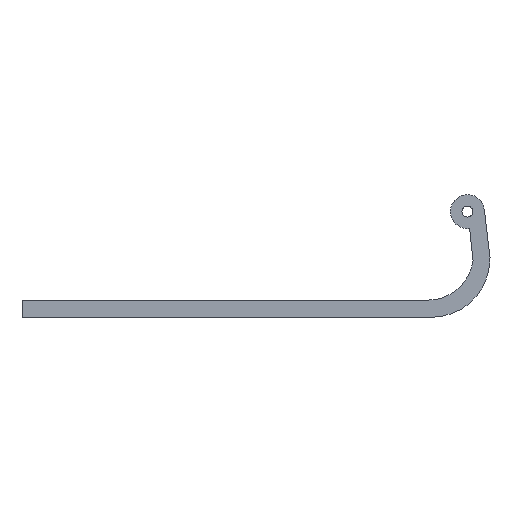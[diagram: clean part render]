
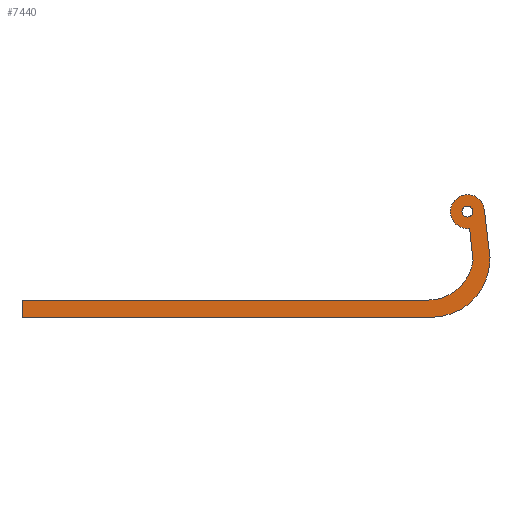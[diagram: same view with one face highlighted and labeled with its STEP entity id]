
A CAD part, front view. The second image highlights one B-rep face of the part: STEP entity #7440.
In plain terms, the highlighted planar face has unit normal (0, -1, 0).
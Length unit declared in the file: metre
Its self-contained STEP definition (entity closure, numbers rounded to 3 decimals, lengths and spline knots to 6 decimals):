
#13=CIRCLE('',#7797,0.002766);
#14=CIRCLE('',#7800,0.000893);
#19=B_SPLINE_CURVE_WITH_KNOTS('',3,(#11544,#11545,#11546,#11547,#11548,
#11549,#11550,#11551,#11552),.UNSPECIFIED.,.F.,.F.,(4,1,1,1,1,1,4),(0.,
0.174388,0.356412,0.503204,0.701426,
0.874948,1.),.UNSPECIFIED.);
#21=B_SPLINE_CURVE_WITH_KNOTS('',3,(#11606,#11607,#11608,#11609,#11610,
#11611,#11612,#11613,#11614),.UNSPECIFIED.,.F.,.F.,(4,1,1,1,1,1,4),(0.,
0.151741,0.352724,0.544216,0.738442,
0.91536,1.),.UNSPECIFIED.);
#1850=ORIENTED_EDGE('',*,*,#2990,.T.);
#1851=ORIENTED_EDGE('',*,*,#3067,.T.);
#1852=ORIENTED_EDGE('',*,*,#3064,.T.);
#1853=ORIENTED_EDGE('',*,*,#3061,.F.);
#1854=ORIENTED_EDGE('',*,*,#3058,.F.);
#1855=ORIENTED_EDGE('',*,*,#3055,.F.);
#1856=ORIENTED_EDGE('',*,*,#3052,.F.);
#1857=ORIENTED_EDGE('',*,*,#2993,.F.);
#1858=ORIENTED_EDGE('',*,*,#3068,.T.);
#2990=EDGE_CURVE('',#3745,#3744,#4714,.T.);
#2993=EDGE_CURVE('',#3745,#3747,#4717,.T.);
#3052=EDGE_CURVE('',#3747,#3805,#4776,.T.);
#3055=EDGE_CURVE('',#3805,#3807,#19,.T.);
#3058=EDGE_CURVE('',#3807,#3809,#4780,.T.);
#3061=EDGE_CURVE('',#3809,#3811,#13,.T.);
#3064=EDGE_CURVE('',#3813,#3811,#4784,.T.);
#3067=EDGE_CURVE('',#3744,#3813,#21,.T.);
#3068=EDGE_CURVE('',#3814,#3814,#14,.T.);
#3744=VERTEX_POINT('',#11384);
#3745=VERTEX_POINT('',#11386);
#3747=VERTEX_POINT('',#11392);
#3805=VERTEX_POINT('',#11510);
#3807=VERTEX_POINT('',#11553);
#3809=VERTEX_POINT('',#11559);
#3811=VERTEX_POINT('',#11565);
#3813=VERTEX_POINT('',#11571);
#3814=VERTEX_POINT('',#11617);
#4714=LINE('',#11385,#5740);
#4717=LINE('',#11391,#5743);
#4776=LINE('',#11509,#5802);
#4780=LINE('',#11558,#5806);
#4784=LINE('',#11570,#5810);
#5740=VECTOR('',#9322,1.);
#5743=VECTOR('',#9327,1.);
#5802=VECTOR('',#9388,1.);
#5806=VECTOR('',#9394,1.);
#5810=VECTOR('',#9406,1.);
#6278=EDGE_LOOP('',(#1850,#1851,#1852,#1853,#1854,#1855,#1856,#1857));
#6279=EDGE_LOOP('',(#1858));
#6748=FACE_BOUND('',#6278,.T.);
#6749=FACE_BOUND('',#6279,.T.);
#7093=PLANE('',#7802);
#7440=ADVANCED_FACE('',(#6748,#6749),#7093,.T.);
#7797=AXIS2_PLACEMENT_3D('',#11564,#9400,#9401);
#7800=AXIS2_PLACEMENT_3D('',#11616,#9410,#9411);
#7802=AXIS2_PLACEMENT_3D('',#11620,#9414,#9415);
#9322=DIRECTION('',(1.,0.,0.));
#9327=DIRECTION('',(0.,0.,1.));
#9388=DIRECTION('',(1.,0.,0.));
#9394=DIRECTION('',(-0.108,0.,0.994));
#9400=DIRECTION('',(0.,1.,0.));
#9401=DIRECTION('',(0.,0.,-1.));
#9406=DIRECTION('',(-0.118,0.,0.993));
#9410=DIRECTION('',(0.,1.,0.));
#9411=DIRECTION('',(0.,0.,-1.));
#9414=DIRECTION('',(0.,-1.,0.));
#9415=DIRECTION('',(-1.,0.,0.));
#11384=CARTESIAN_POINT('',(0.066873,-0.177292,-0.064762));
#11385=CARTESIAN_POINT('',(0.033563,-0.177292,-0.064762));
#11386=CARTESIAN_POINT('',(0.000254,-0.177292,-0.064762));
#11391=CARTESIAN_POINT('',(0.000254,-0.177292,-0.063365));
#11392=CARTESIAN_POINT('',(0.000254,-0.177292,-0.061968));
#11509=CARTESIAN_POINT('',(0.033271,-0.177292,-0.061968));
#11510=CARTESIAN_POINT('',(0.066289,-0.177292,-0.061968));
#11544=CARTESIAN_POINT('',(0.066289,-0.177292,-0.061968));
#11545=CARTESIAN_POINT('',(0.066909,-0.177292,-0.061929));
#11546=CARTESIAN_POINT('',(0.068179,-0.177292,-0.061861));
#11547=CARTESIAN_POINT('',(0.070153,-0.177292,-0.060947));
#11548=CARTESIAN_POINT('',(0.071232,-0.177292,-0.060194));
#11549=CARTESIAN_POINT('',(0.072891,-0.177292,-0.058306));
#11550=CARTESIAN_POINT('',(0.073523,-0.177292,-0.056536));
#11551=CARTESIAN_POINT('',(0.07364,-0.177292,-0.055818));
#11552=CARTESIAN_POINT('',(0.073694,-0.177292,-0.055519));
#11553=CARTESIAN_POINT('',(0.073694,-0.177292,-0.055519));
#11558=CARTESIAN_POINT('',(0.073411,-0.177292,-0.052901));
#11559=CARTESIAN_POINT('',(0.073128,-0.177292,-0.050284));
#11564=CARTESIAN_POINT('',(0.072777,-0.177292,-0.04754));
#11565=CARTESIAN_POINT('',(0.075524,-0.177292,-0.047214));
#11570=CARTESIAN_POINT('',(0.075989,-0.177292,-0.051137));
#11571=CARTESIAN_POINT('',(0.076454,-0.177292,-0.055059));
#11606=CARTESIAN_POINT('',(0.066873,-0.177292,-0.064762));
#11607=CARTESIAN_POINT('',(0.067482,-0.177292,-0.064741));
#11608=CARTESIAN_POINT('',(0.068899,-0.177292,-0.064701));
#11609=CARTESIAN_POINT('',(0.072212,-0.177292,-0.063406));
#11610=CARTESIAN_POINT('',(0.074482,-0.177292,-0.061241));
#11611=CARTESIAN_POINT('',(0.076083,-0.177292,-0.058517));
#11612=CARTESIAN_POINT('',(0.076474,-0.177292,-0.055743));
#11613=CARTESIAN_POINT('',(0.076455,-0.177292,-0.055226));
#11614=CARTESIAN_POINT('',(0.076454,-0.177292,-0.055059));
#11616=CARTESIAN_POINT('',(0.072777,-0.177292,-0.04754));
#11617=CARTESIAN_POINT('',(0.072777,-0.177292,-0.048433));
#11620=CARTESIAN_POINT('',(0.038364,-0.177292,-0.054768));
